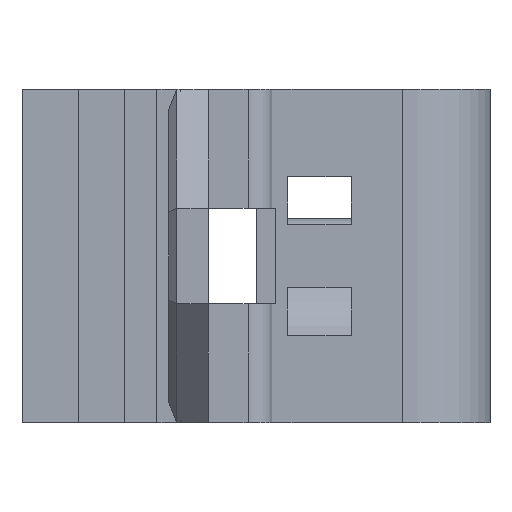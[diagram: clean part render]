
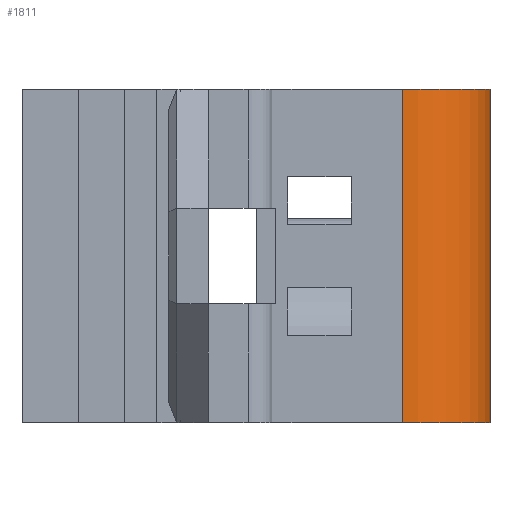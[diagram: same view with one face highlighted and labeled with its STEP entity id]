
A CAD part, front view. The second image highlights one B-rep face of the part: STEP entity #1811.
In plain terms, the highlighted cylindrical face has radius 11 mm (diameter 22 mm), a partial arc.
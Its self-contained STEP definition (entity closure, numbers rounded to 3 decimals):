
#32 = PLANE('',#33);
#33 = AXIS2_PLACEMENT_3D('',#34,#35,#36);
#34 = CARTESIAN_POINT('',(-17.216,10.949,0.));
#35 = DIRECTION('',(0.,0.,-1.));
#36 = DIRECTION('',(0.,-1.,0.));
#113 = VERTEX_POINT('',#114);
#114 = CARTESIAN_POINT('',(0.,11.,0.));
#128 = PLANE('',#129);
#129 = AXIS2_PLACEMENT_3D('',#130,#131,#132);
#130 = CARTESIAN_POINT('',(-2.5,11.,0.));
#131 = DIRECTION('',(0.,1.,0.));
#132 = DIRECTION('',(1.,-0.,0.));
#140 = EDGE_CURVE('',#113,#141,#143,.T.);
#141 = VERTEX_POINT('',#142);
#142 = CARTESIAN_POINT('',(0.,-11.,0.));
#143 = SURFACE_CURVE('',#144,(#149,#156),.PCURVE_S1.);
#144 = CIRCLE('',#145,11.);
#145 = AXIS2_PLACEMENT_3D('',#146,#147,#148);
#146 = CARTESIAN_POINT('',(0.,0.,0.));
#147 = DIRECTION('',(0.,0.,-1.));
#148 = DIRECTION('',(1.,-0.,0.));
#149 = PCURVE('',#32,#150);
#150 = DEFINITIONAL_REPRESENTATION('',(#151),#155);
#151 = CIRCLE('',#152,11.);
#152 = AXIS2_PLACEMENT_2D('',#153,#154);
#153 = CARTESIAN_POINT('',(10.949,-17.216));
#154 = DIRECTION('',(0.,-1.));
#155 = ( GEOMETRIC_REPRESENTATION_CONTEXT(2) 
PARAMETRIC_REPRESENTATION_CONTEXT() REPRESENTATION_CONTEXT('2D SPACE',''
  ) );
#156 = PCURVE('',#157,#162);
#157 = CYLINDRICAL_SURFACE('',#158,11.);
#158 = AXIS2_PLACEMENT_3D('',#159,#160,#161);
#159 = CARTESIAN_POINT('',(0.,0.,0.));
#160 = DIRECTION('',(0.,0.,-1.));
#161 = DIRECTION('',(1.,-0.,0.));
#162 = DEFINITIONAL_REPRESENTATION('',(#163),#167);
#163 = LINE('',#164,#165);
#164 = CARTESIAN_POINT('',(0.,0.));
#165 = VECTOR('',#166,1.);
#166 = DIRECTION('',(1.,0.));
#167 = ( GEOMETRIC_REPRESENTATION_CONTEXT(2) 
PARAMETRIC_REPRESENTATION_CONTEXT() REPRESENTATION_CONTEXT('2D SPACE',''
  ) );
#185 = PLANE('',#186);
#186 = AXIS2_PLACEMENT_3D('',#187,#188,#189);
#187 = CARTESIAN_POINT('',(0.,-11.,0.));
#188 = DIRECTION('',(0.,-1.,0.));
#189 = DIRECTION('',(-1.,0.,0.));
#985 = PLANE('',#986);
#986 = AXIS2_PLACEMENT_3D('',#987,#988,#989);
#987 = CARTESIAN_POINT('',(-17.216,10.949,42.));
#988 = DIRECTION('',(0.,0.,-1.));
#989 = DIRECTION('',(0.,-1.,0.));
#1714 = VERTEX_POINT('',#1715);
#1715 = CARTESIAN_POINT('',(0.,11.,42.));
#1736 = EDGE_CURVE('',#113,#1714,#1737,.T.);
#1737 = SURFACE_CURVE('',#1738,(#1742,#1749),.PCURVE_S1.);
#1738 = LINE('',#1739,#1740);
#1739 = CARTESIAN_POINT('',(0.,11.,0.));
#1740 = VECTOR('',#1741,1.);
#1741 = DIRECTION('',(0.,0.,1.));
#1742 = PCURVE('',#128,#1743);
#1743 = DEFINITIONAL_REPRESENTATION('',(#1744),#1748);
#1744 = LINE('',#1745,#1746);
#1745 = CARTESIAN_POINT('',(2.5,0.));
#1746 = VECTOR('',#1747,1.);
#1747 = DIRECTION('',(0.,-1.));
#1748 = ( GEOMETRIC_REPRESENTATION_CONTEXT(2) 
PARAMETRIC_REPRESENTATION_CONTEXT() REPRESENTATION_CONTEXT('2D SPACE',''
  ) );
#1749 = PCURVE('',#157,#1750);
#1750 = DEFINITIONAL_REPRESENTATION('',(#1751),#1755);
#1751 = LINE('',#1752,#1753);
#1752 = CARTESIAN_POINT('',(4.712,0.));
#1753 = VECTOR('',#1754,1.);
#1754 = DIRECTION('',(0.,-1.));
#1755 = ( GEOMETRIC_REPRESENTATION_CONTEXT(2) 
PARAMETRIC_REPRESENTATION_CONTEXT() REPRESENTATION_CONTEXT('2D SPACE',''
  ) );
#1811 = ADVANCED_FACE('',(#1812),#157,.T.);
#1812 = FACE_BOUND('',#1813,.T.);
#1813 = EDGE_LOOP('',(#1814,#1815,#1839,#1860));
#1814 = ORIENTED_EDGE('',*,*,#1736,.T.);
#1815 = ORIENTED_EDGE('',*,*,#1816,.T.);
#1816 = EDGE_CURVE('',#1714,#1817,#1819,.T.);
#1817 = VERTEX_POINT('',#1818);
#1818 = CARTESIAN_POINT('',(0.,-11.,42.));
#1819 = SURFACE_CURVE('',#1820,(#1825,#1832),.PCURVE_S1.);
#1820 = CIRCLE('',#1821,11.);
#1821 = AXIS2_PLACEMENT_3D('',#1822,#1823,#1824);
#1822 = CARTESIAN_POINT('',(0.,0.,42.));
#1823 = DIRECTION('',(0.,0.,-1.));
#1824 = DIRECTION('',(1.,-0.,0.));
#1825 = PCURVE('',#157,#1826);
#1826 = DEFINITIONAL_REPRESENTATION('',(#1827),#1831);
#1827 = LINE('',#1828,#1829);
#1828 = CARTESIAN_POINT('',(0.,-42.));
#1829 = VECTOR('',#1830,1.);
#1830 = DIRECTION('',(1.,0.));
#1831 = ( GEOMETRIC_REPRESENTATION_CONTEXT(2) 
PARAMETRIC_REPRESENTATION_CONTEXT() REPRESENTATION_CONTEXT('2D SPACE',''
  ) );
#1832 = PCURVE('',#985,#1833);
#1833 = DEFINITIONAL_REPRESENTATION('',(#1834),#1838);
#1834 = CIRCLE('',#1835,11.);
#1835 = AXIS2_PLACEMENT_2D('',#1836,#1837);
#1836 = CARTESIAN_POINT('',(10.949,-17.216));
#1837 = DIRECTION('',(0.,-1.));
#1838 = ( GEOMETRIC_REPRESENTATION_CONTEXT(2) 
PARAMETRIC_REPRESENTATION_CONTEXT() REPRESENTATION_CONTEXT('2D SPACE',''
  ) );
#1839 = ORIENTED_EDGE('',*,*,#1840,.F.);
#1840 = EDGE_CURVE('',#141,#1817,#1841,.T.);
#1841 = SURFACE_CURVE('',#1842,(#1846,#1853),.PCURVE_S1.);
#1842 = LINE('',#1843,#1844);
#1843 = CARTESIAN_POINT('',(0.,-11.,0.));
#1844 = VECTOR('',#1845,1.);
#1845 = DIRECTION('',(0.,0.,1.));
#1846 = PCURVE('',#157,#1847);
#1847 = DEFINITIONAL_REPRESENTATION('',(#1848),#1852);
#1848 = LINE('',#1849,#1850);
#1849 = CARTESIAN_POINT('',(7.854,0.));
#1850 = VECTOR('',#1851,1.);
#1851 = DIRECTION('',(0.,-1.));
#1852 = ( GEOMETRIC_REPRESENTATION_CONTEXT(2) 
PARAMETRIC_REPRESENTATION_CONTEXT() REPRESENTATION_CONTEXT('2D SPACE',''
  ) );
#1853 = PCURVE('',#185,#1854);
#1854 = DEFINITIONAL_REPRESENTATION('',(#1855),#1859);
#1855 = LINE('',#1856,#1857);
#1856 = CARTESIAN_POINT('',(0.,0.));
#1857 = VECTOR('',#1858,1.);
#1858 = DIRECTION('',(0.,-1.));
#1859 = ( GEOMETRIC_REPRESENTATION_CONTEXT(2) 
PARAMETRIC_REPRESENTATION_CONTEXT() REPRESENTATION_CONTEXT('2D SPACE',''
  ) );
#1860 = ORIENTED_EDGE('',*,*,#140,.F.);
